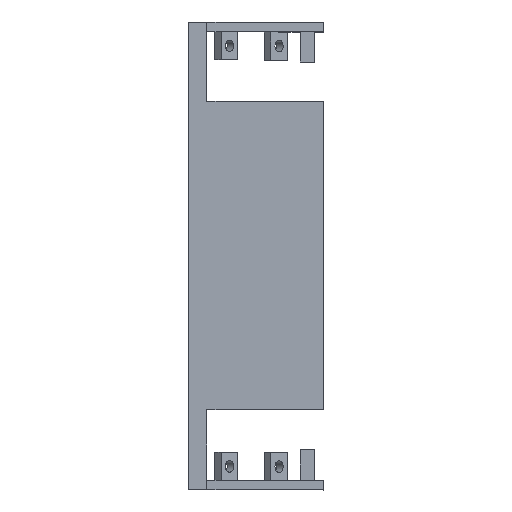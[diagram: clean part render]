
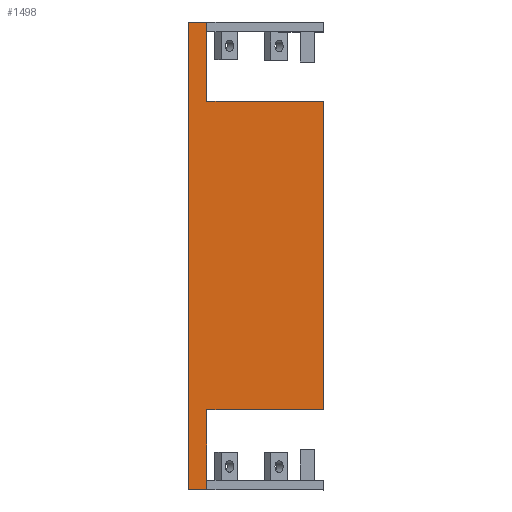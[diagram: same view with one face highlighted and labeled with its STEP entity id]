
A CAD part, top view. The second image highlights one B-rep face of the part: STEP entity #1498.
In plain terms, the highlighted planar face has unit normal (0, 0, 1).
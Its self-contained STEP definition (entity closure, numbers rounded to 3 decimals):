
#125=LINE('',#2221,#311);
#171=LINE('',#2328,#357);
#177=LINE('',#2339,#363);
#183=LINE('',#2351,#369);
#184=LINE('',#2354,#370);
#191=LINE('',#2366,#377);
#192=LINE('',#2369,#378);
#193=LINE('',#2370,#379);
#311=VECTOR('',#1813,10.);
#357=VECTOR('',#1913,10.);
#363=VECTOR('',#1923,10.);
#369=VECTOR('',#1935,10.);
#370=VECTOR('',#1938,10.);
#377=VECTOR('',#1949,10.);
#378=VECTOR('',#1952,10.);
#379=VECTOR('',#1953,10.);
#451=PLANE('',#1596);
#557=FACE_OUTER_BOUND('',#658,.T.);
#658=EDGE_LOOP('',(#1356,#1357,#1358,#1359,#1360,#1361,#1362,#1363));
#771=VERTEX_POINT('',#2218);
#772=VERTEX_POINT('',#2220);
#806=VERTEX_POINT('',#2327);
#809=VERTEX_POINT('',#2337);
#812=VERTEX_POINT('',#2349);
#813=VERTEX_POINT('',#2353);
#816=VERTEX_POINT('',#2363);
#817=VERTEX_POINT('',#2368);
#939=EDGE_CURVE('',#772,#771,#125,.T.);
#990=EDGE_CURVE('',#806,#771,#171,.T.);
#996=EDGE_CURVE('',#809,#806,#177,.T.);
#1002=EDGE_CURVE('',#812,#809,#183,.T.);
#1003=EDGE_CURVE('',#813,#772,#184,.T.);
#1010=EDGE_CURVE('',#816,#813,#191,.T.);
#1011=EDGE_CURVE('',#817,#816,#192,.T.);
#1012=EDGE_CURVE('',#817,#812,#193,.T.);
#1356=ORIENTED_EDGE('',*,*,#1011,.T.);
#1357=ORIENTED_EDGE('',*,*,#1010,.T.);
#1358=ORIENTED_EDGE('',*,*,#1003,.T.);
#1359=ORIENTED_EDGE('',*,*,#939,.T.);
#1360=ORIENTED_EDGE('',*,*,#990,.F.);
#1361=ORIENTED_EDGE('',*,*,#996,.F.);
#1362=ORIENTED_EDGE('',*,*,#1002,.F.);
#1363=ORIENTED_EDGE('',*,*,#1012,.F.);
#1498=ADVANCED_FACE('',(#557),#451,.T.);
#1596=AXIS2_PLACEMENT_3D('',#2367,#1950,#1951);
#1813=DIRECTION('',(0.,1.,0.));
#1913=DIRECTION('',(1.,0.,0.));
#1923=DIRECTION('',(0.,-1.,0.));
#1935=DIRECTION('',(1.,0.,0.));
#1938=DIRECTION('',(1.,0.,0.));
#1949=DIRECTION('',(0.,1.,0.));
#1950=DIRECTION('center_axis',(0.,0.,1.));
#1951=DIRECTION('ref_axis',(1.,0.,0.));
#1952=DIRECTION('',(1.,0.,0.));
#1953=DIRECTION('',(0.,1.,0.));
#2218=CARTESIAN_POINT('',(0.,83.,64.));
#2220=CARTESIAN_POINT('',(0.,17.,64.));
#2221=CARTESIAN_POINT('',(0.,17.,64.));
#2327=CARTESIAN_POINT('',(-25.,83.,64.));
#2328=CARTESIAN_POINT('',(-25.,83.,64.));
#2337=CARTESIAN_POINT('',(-25.,100.,64.));
#2339=CARTESIAN_POINT('',(-25.,100.,64.));
#2349=CARTESIAN_POINT('',(-29.,100.,64.));
#2351=CARTESIAN_POINT('',(-29.,100.,64.));
#2353=CARTESIAN_POINT('',(-25.,17.,64.));
#2354=CARTESIAN_POINT('',(-25.,17.,64.));
#2363=CARTESIAN_POINT('',(-25.,0.,64.));
#2366=CARTESIAN_POINT('',(-25.,0.,64.));
#2367=CARTESIAN_POINT('Origin',(-29.,0.,64.));
#2368=CARTESIAN_POINT('',(-29.,0.,64.));
#2369=CARTESIAN_POINT('',(-29.,0.,64.));
#2370=CARTESIAN_POINT('',(-29.,0.,64.));
